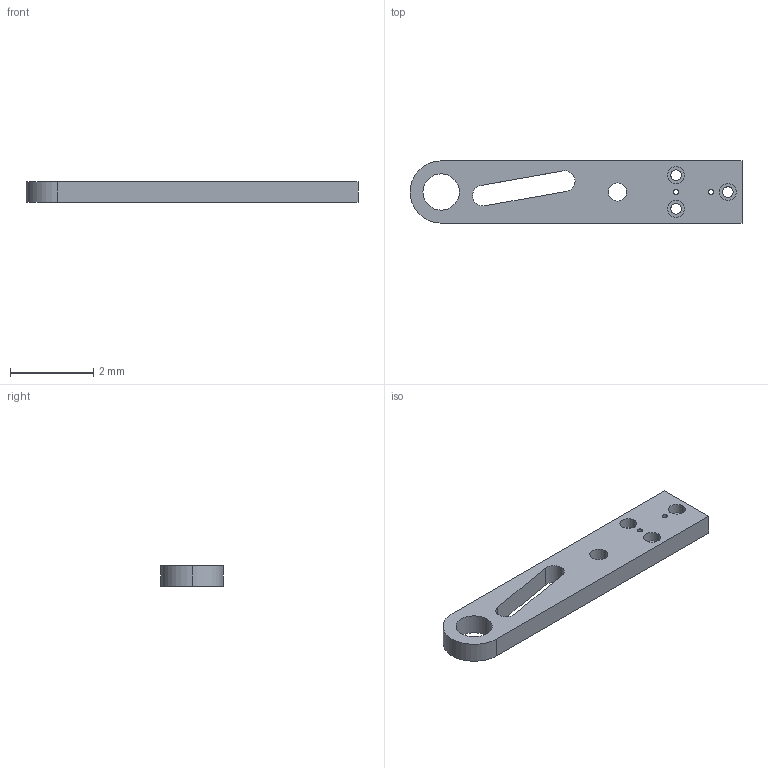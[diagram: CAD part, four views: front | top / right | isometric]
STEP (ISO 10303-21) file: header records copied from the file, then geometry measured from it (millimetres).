
FILE_DESCRIPTION(('produced by SPATIAL CORP'),'2;1');
FILE_NAME( 'linkage_arm1_42.hh.sat.stp','2002-04-19T11:22:28+00:00',('SPATIAL CORP') ,('SPATIAL CORP'),'ACIS STEP Husk','http://www.spatial.com', 'SPATIAL CORP');
FILE_SCHEMA(('CONFIG_CONTROL_DESIGN'));
Length unit declared in the file: millimetre
Products named in the file (1): PRODUCT_ID_1
Bounding box: 8 x 1.5 x 0.5 mm (x, y, z)
Volume: 4.8 mm3; surface area: 35.2 mm2
Topology: 1 solids, 1 shells, 36 faces, 93 edges, 62 vertices
Faces by surface type: cylinder 26, plane 10
Entity records: 1051 total; most frequent: ORIENTED_EDGE 186, CARTESIAN_POINT 152, DIRECTION 139, EDGE_CURVE 93, VERTEX_POINT 62, EDGE_LOOP 55, FACE_BOUND 55, AXIS2_PLACEMENT_3D 49
